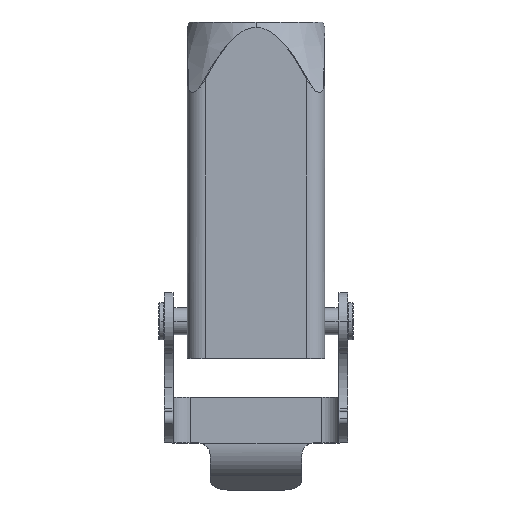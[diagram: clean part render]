
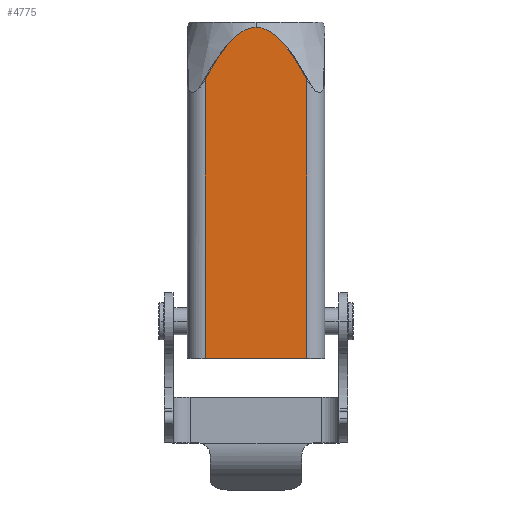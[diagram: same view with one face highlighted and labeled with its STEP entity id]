
A CAD part, top view. The second image highlights one B-rep face of the part: STEP entity #4775.
In plain terms, the highlighted planar face has unit normal (0, 0, 1).
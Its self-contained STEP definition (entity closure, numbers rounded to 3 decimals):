
#575=CARTESIAN_POINT('',(0.,61.673,12.));
#576=CARTESIAN_POINT('',(0.239,61.673,12.));
#577=CARTESIAN_POINT('',(0.736,61.63,12.));
#578=CARTESIAN_POINT('',(1.564,61.39,12.));
#579=CARTESIAN_POINT('',(2.411,60.962,12.));
#580=CARTESIAN_POINT('',(3.268,60.351,12.));
#581=CARTESIAN_POINT('',(3.832,59.839,12.));
#582=CARTESIAN_POINT('',(4.115,59.555,12.));
#608=CARTESIAN_POINT('',(-4.116,59.554,12.));
#609=CARTESIAN_POINT('',(-3.832,59.838,12.));
#610=CARTESIAN_POINT('',(-3.267,60.352,12.));
#611=CARTESIAN_POINT('',(-2.416,60.959,12.));
#612=CARTESIAN_POINT('',(-1.563,61.39,12.));
#613=CARTESIAN_POINT('',(-0.735,61.631,12.));
#614=CARTESIAN_POINT('',(-0.238,61.673,12.));
#615=CARTESIAN_POINT('',(0.,61.673,12.));
#659=CARTESIAN_POINT('',(8.9,52.485,12.));
#660=CARTESIAN_POINT('',(8.233,53.738,12.));
#661=CARTESIAN_POINT('',(6.824,56.207,12.));
#662=CARTESIAN_POINT('',(5.138,58.529,12.));
#663=CARTESIAN_POINT('',(4.115,59.555,12.));
#665=CARTESIAN_POINT('',(-4.116,59.554,12.));
#666=CARTESIAN_POINT('',(-5.14,58.528,12.));
#667=CARTESIAN_POINT('',(-6.823,56.206,12.));
#668=CARTESIAN_POINT('',(-8.233,53.738,12.));
#669=CARTESIAN_POINT('',(-8.9,52.485,12.));
#683=CARTESIAN_POINT('',(4.115,59.555,12.));
#701=DIRECTION('',(0.,-1.,0.));
#702=VECTOR('',#701,48.685);
#703=CARTESIAN_POINT('',(8.9,52.485,12.));
#704=LINE('',#703,#702);
#710=CARTESIAN_POINT('',(8.9,52.485,12.));
#820=DIRECTION('',(-1.,0.,0.));
#821=VECTOR('',#820,17.8);
#822=CARTESIAN_POINT('',(8.9,3.8,12.));
#823=LINE('',#822,#821);
#941=DIRECTION('',(0.,1.,0.));
#942=VECTOR('',#941,48.685);
#943=CARTESIAN_POINT('',(-8.9,3.8,12.));
#944=LINE('',#943,#942);
#3586=VERTEX_POINT('',#683);
#3600=CARTESIAN_POINT('',(0.,61.673,12.));
#3601=VERTEX_POINT('',#3600);
#3664=VERTEX_POINT('',#608);
#3701=CARTESIAN_POINT('',(8.9,3.8,12.));
#3702=CARTESIAN_POINT('',(-8.9,3.8,12.));
#3703=VERTEX_POINT('',#3701);
#3704=VERTEX_POINT('',#3702);
#3711=CARTESIAN_POINT('',(-8.9,52.485,12.));
#3712=VERTEX_POINT('',#3711);
#3717=VERTEX_POINT('',#710);
#4756=CARTESIAN_POINT('',(-8.9,62.601,12.));
#4757=DIRECTION('',(0.,0.,1.));
#4758=DIRECTION('',(1.,0.,0.));
#4759=AXIS2_PLACEMENT_3D('',#4756,#4757,#4758);
#4760=PLANE('',#4759);
#4761=ORIENTED_EDGE('',*,*,#4696,.T.);
#4763=ORIENTED_EDGE('',*,*,#4762,.F.);
#4765=ORIENTED_EDGE('',*,*,#4764,.T.);
#4767=ORIENTED_EDGE('',*,*,#4766,.T.);
#4769=ORIENTED_EDGE('',*,*,#4768,.T.);
#4771=ORIENTED_EDGE('',*,*,#4770,.F.);
#4772=ORIENTED_EDGE('',*,*,#4726,.T.);
#4773=EDGE_LOOP('',(#4761,#4763,#4765,#4767,#4769,#4771,#4772));
#4774=FACE_OUTER_BOUND('',#4773,.F.);
#4775=ADVANCED_FACE('',(#4774),#4760,.T.);
#583=B_SPLINE_CURVE_WITH_KNOTS('',3,(#575,#576,#577,#578,#579,#580,#581,#582),
.UNSPECIFIED.,.F.,.F.,(4,1,1,1,1,4),(0.,0.2,0.4,0.6,0.8,1.),
.UNSPECIFIED.);
#616=B_SPLINE_CURVE_WITH_KNOTS('',3,(#608,#609,#610,#611,#612,#613,#614,#615),
.UNSPECIFIED.,.F.,.F.,(4,1,1,1,1,4),(0.,0.2,0.4,0.6,0.8,1.),
.UNSPECIFIED.);
#664=B_SPLINE_CURVE_WITH_KNOTS('',3,(#659,#660,#661,#662,#663),.UNSPECIFIED.,
.F.,.F.,(4,1,4),(0.,0.5,1.),.UNSPECIFIED.);
#670=B_SPLINE_CURVE_WITH_KNOTS('',3,(#665,#666,#667,#668,#669),.UNSPECIFIED.,
.F.,.F.,(4,1,4),(0.,0.5,1.),.UNSPECIFIED.);
#4696=EDGE_CURVE('',#3601,#3586,#583,.T.);
#4726=EDGE_CURVE('',#3664,#3601,#616,.T.);
#4762=EDGE_CURVE('',#3717,#3586,#664,.T.);
#4764=EDGE_CURVE('',#3717,#3703,#704,.T.);
#4766=EDGE_CURVE('',#3703,#3704,#823,.T.);
#4768=EDGE_CURVE('',#3704,#3712,#944,.T.);
#4770=EDGE_CURVE('',#3664,#3712,#670,.T.);
